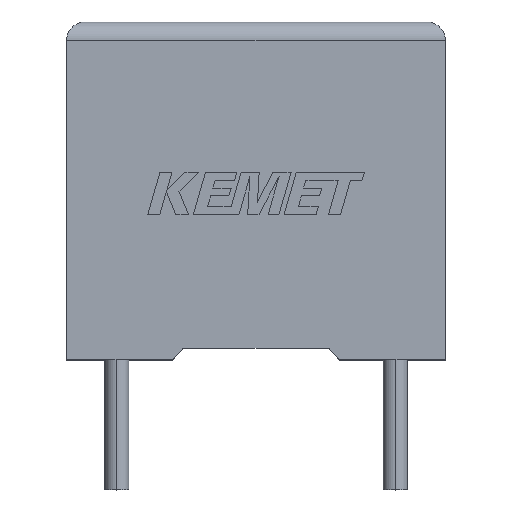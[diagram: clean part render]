
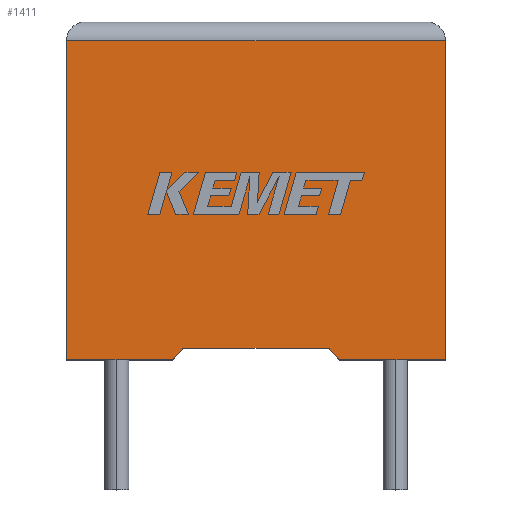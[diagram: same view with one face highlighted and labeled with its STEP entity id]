
A CAD part, top view. The second image highlights one B-rep face of the part: STEP entity #1411.
In plain terms, the highlighted planar face has unit normal (0, 0, 1).
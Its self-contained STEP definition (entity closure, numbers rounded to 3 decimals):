
#74 = CARTESIAN_POINT ( 'NONE',  ( 10.2, 0., 4.1 ) ) ;
#273 = DIRECTION ( 'NONE',  ( -1., 0., 0. ) ) ;
#307 = LINE ( 'NONE', #74, #932 ) ;
#313 = EDGE_CURVE ( 'NONE', #1894, #755, #1167, .T. ) ;
#318 = VECTOR ( 'NONE', #1182, 1000. ) ;
#350 = CARTESIAN_POINT ( 'NONE',  ( 5.1, 0.314, 4.1 ) ) ;
#395 = EDGE_CURVE ( 'NONE', #755, #2133, #3011, .T. ) ;
#710 = CARTESIAN_POINT ( 'NONE',  ( 10.2, 8.6, 4.1 ) ) ;
#713 = LINE ( 'NONE', #1596, #2795 ) ;
#749 = EDGE_CURVE ( 'NONE', #1324, #2626, #1089, .T. ) ;
#755 = VERTEX_POINT ( 'NONE', #2477 ) ;
#781 = VECTOR ( 'NONE', #1787, 1000. ) ;
#885 = ORIENTED_EDGE ( 'NONE', *, *, #2373, .T. ) ;
#932 = VECTOR ( 'NONE', #2909, 1000. ) ;
#938 = CARTESIAN_POINT ( 'NONE',  ( 7.067, 0.314, 4.1 ) ) ;
#1089 = LINE ( 'NONE', #350, #1481 ) ;
#1114 = CARTESIAN_POINT ( 'NONE',  ( 2.85, 0., 4.1 ) ) ;
#1151 = DIRECTION ( 'NONE',  ( -1., 0., 0. ) ) ;
#1167 = LINE ( 'NONE', #1875, #2764 ) ;
#1182 = DIRECTION ( 'NONE',  ( 1., 0., 0. ) ) ;
#1190 = DIRECTION ( 'NONE',  ( 0., -1., 0. ) ) ;
#1239 = CARTESIAN_POINT ( 'NONE',  ( 7.35, 0., 4.1 ) ) ;
#1271 = VERTEX_POINT ( 'NONE', #1444 ) ;
#1324 = VERTEX_POINT ( 'NONE', #938 ) ;
#1387 = CARTESIAN_POINT ( 'NONE',  ( 2.85, 0., 4.1 ) ) ;
#1411 = ADVANCED_FACE ( 'NONE', ( #2944 ), #1439, .F. ) ;
#1428 = EDGE_CURVE ( 'NONE', #2549, #1894, #1906, .T. ) ;
#1436 = VECTOR ( 'NONE', #2533, 1000. ) ;
#1439 = PLANE ( 'NONE',  #2656 ) ;
#1444 = CARTESIAN_POINT ( 'NONE',  ( 10.2, 0., 4.1 ) ) ;
#1481 = VECTOR ( 'NONE', #1560, 1000. ) ;
#1523 = EDGE_LOOP ( 'NONE', ( #2634, #2187, #2629, #1858, #2719, #1807, #885, #1931 ) ) ;
#1560 = DIRECTION ( 'NONE',  ( -1., 0., 0. ) ) ;
#1596 = CARTESIAN_POINT ( 'NONE',  ( 0., 0., 4.1 ) ) ;
#1787 = DIRECTION ( 'NONE',  ( 0.67, -0.742, 0. ) ) ;
#1807 = ORIENTED_EDGE ( 'NONE', *, *, #749, .F. ) ;
#1858 = ORIENTED_EDGE ( 'NONE', *, *, #395, .T. ) ;
#1875 = CARTESIAN_POINT ( 'NONE',  ( 0., 0., 4.1 ) ) ;
#1894 = VERTEX_POINT ( 'NONE', #1969 ) ;
#1906 = LINE ( 'NONE', #2086, #2362 ) ;
#1931 = ORIENTED_EDGE ( 'NONE', *, *, #2180, .T. ) ;
#1969 = CARTESIAN_POINT ( 'NONE',  ( 0., 8.6, 4.1 ) ) ;
#2022 = LINE ( 'NONE', #2734, #781 ) ;
#2086 = CARTESIAN_POINT ( 'NONE',  ( 0., 8.6, 4.1 ) ) ;
#2127 = DIRECTION ( 'NONE',  ( 1., 0., 0. ) ) ;
#2133 = VERTEX_POINT ( 'NONE', #1387 ) ;
#2140 = CARTESIAN_POINT ( 'NONE',  ( 0., 0., 4.1 ) ) ;
#2180 = EDGE_CURVE ( 'NONE', #2272, #1271, #713, .T. ) ;
#2187 = ORIENTED_EDGE ( 'NONE', *, *, #1428, .T. ) ;
#2260 = EDGE_CURVE ( 'NONE', #1271, #2549, #307, .T. ) ;
#2272 = VERTEX_POINT ( 'NONE', #1239 ) ;
#2286 = CARTESIAN_POINT ( 'NONE',  ( 0., 0., 4.1 ) ) ;
#2362 = VECTOR ( 'NONE', #273, 1000. ) ;
#2367 = DIRECTION ( 'NONE',  ( 0., 0., -1. ) ) ;
#2373 = EDGE_CURVE ( 'NONE', #1324, #2272, #2022, .T. ) ;
#2408 = LINE ( 'NONE', #1114, #1436 ) ;
#2446 = CARTESIAN_POINT ( 'NONE',  ( 3.133, 0.314, 4.1 ) ) ;
#2477 = CARTESIAN_POINT ( 'NONE',  ( 0., 0., 4.1 ) ) ;
#2495 = EDGE_CURVE ( 'NONE', #2626, #2133, #2408, .T. ) ;
#2533 = DIRECTION ( 'NONE',  ( -0.67, -0.742, 0. ) ) ;
#2549 = VERTEX_POINT ( 'NONE', #710 ) ;
#2626 = VERTEX_POINT ( 'NONE', #2446 ) ;
#2629 = ORIENTED_EDGE ( 'NONE', *, *, #313, .T. ) ;
#2634 = ORIENTED_EDGE ( 'NONE', *, *, #2260, .T. ) ;
#2656 = AXIS2_PLACEMENT_3D ( 'NONE', #2140, #2367, #1151 ) ;
#2719 = ORIENTED_EDGE ( 'NONE', *, *, #2495, .F. ) ;
#2734 = CARTESIAN_POINT ( 'NONE',  ( 7.35, 0., 4.1 ) ) ;
#2764 = VECTOR ( 'NONE', #1190, 1000. ) ;
#2795 = VECTOR ( 'NONE', #2127, 1000. ) ;
#2909 = DIRECTION ( 'NONE',  ( 0., 1., 0. ) ) ;
#2944 = FACE_OUTER_BOUND ( 'NONE', #1523, .T. ) ;
#3011 = LINE ( 'NONE', #2286, #318 ) ;
